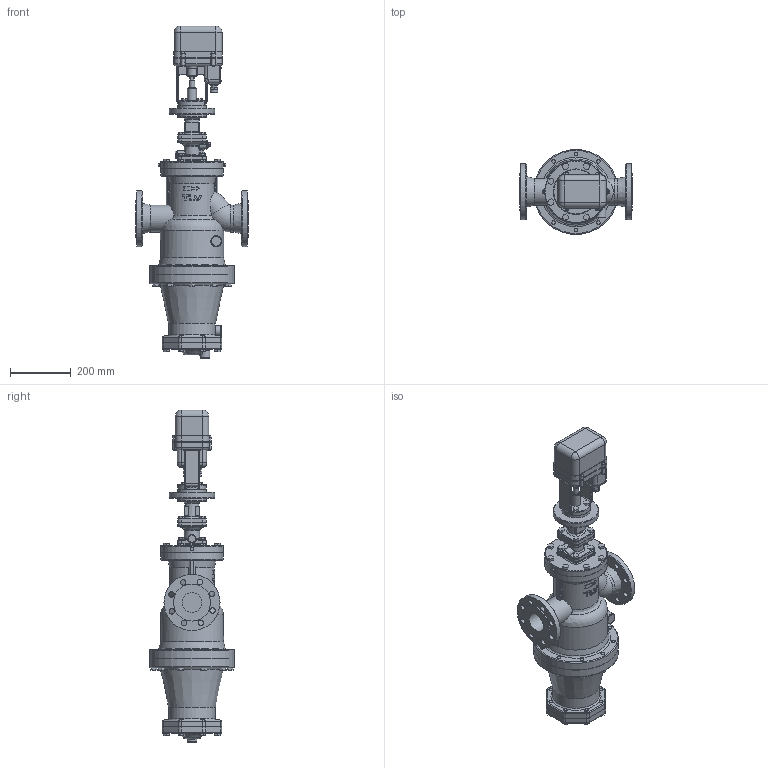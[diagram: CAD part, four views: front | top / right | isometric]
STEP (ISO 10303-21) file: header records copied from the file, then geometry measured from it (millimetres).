
FILE_DESCRIPTION((''),'2;1');
FILE_NAME('ccs16-065-e0025-00.stp','2009-08-28T13:33:03',('nakaot'),(''),'Autodesk Inventor 2008','Autodesk Inventor 2008','');
FILE_SCHEMA(('AUTOMOTIVE_DESIGN { 1 0 10303 214 1 1 1 1 }'));
Length unit declared in the file: millimetre
Products named in the file (1): ccs16-065-e0025-00
Bounding box: 370 x 280 x 1095 mm (x, y, z)
Volume: 24458382.6 mm3; surface area: 1201017.7 mm2
Topology: 3 solids, 3 shells, 1279 faces, 3124 edges, 1972 vertices
Faces by surface type: plane 668, cylinder 344, bspline 176, torus 67, cone 18, sphere 6
Full cylindrical faces by diameter (mm): 5.5 x4, 5.9 x4, 6 x4, 10 x12, 12 x54, 17 x1, 18 x9, 20 x2, 21 x1, 24 x2, 27 x1, 30 x2, 30.02 x1, 31.739 x1, 32 x1, 41.633 x1, 52.465 x1, 82.5 x1, 89 x2, 95 x3, 122 x1, 125.202 x1, 125.563 x1, 150 x1, 155 x1, 185 x1, 200 x1, 206 x2, 208 x1, 280 x2
Entity records: 51031 total; most frequent: CARTESIAN_POINT 22143, ORIENTED_EDGE 5802, DIRECTION 5781, EDGE_CURVE 2901, AXIS2_PLACEMENT_3D 2070, VERTEX_POINT 1928, EDGE_LOOP 1679, VECTOR 1641
